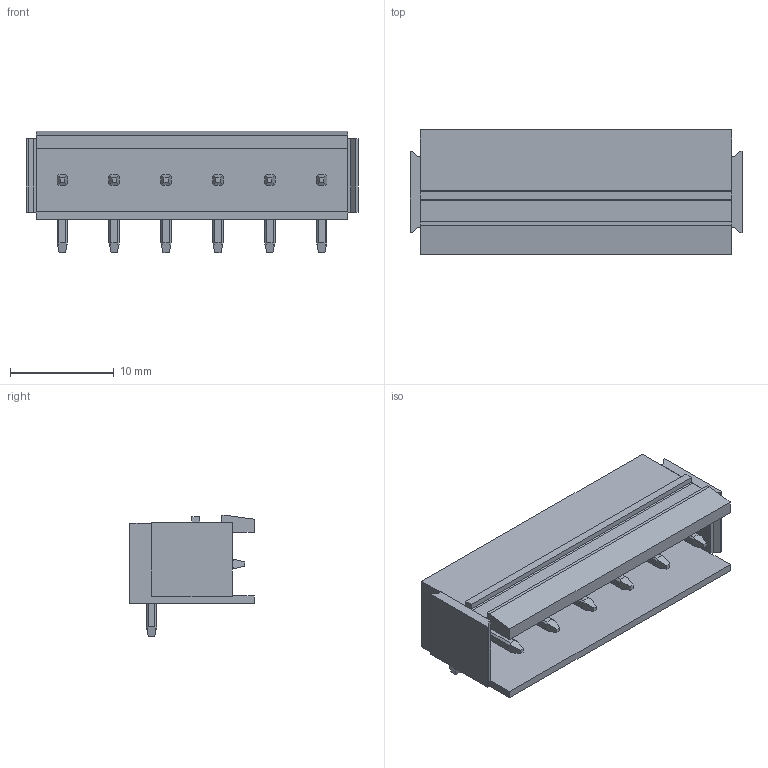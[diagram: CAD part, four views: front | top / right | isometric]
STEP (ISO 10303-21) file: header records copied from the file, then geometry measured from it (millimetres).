
FILE_DESCRIPTION(('CATIA V5 STEP Exchange','CAx-IF Rec.Pracs.--- Model Styling and Organization---1.4--- 2014-01-23'),'2;1');
FILE_NAME ('D1487413_0_1965660000_1965660000.stp','2021-05-17T07:59:47+00:00',('none'),('Weidmueller'),'CATIA Version 5-6 Release 2016 SP3 HF44','CATIA V5 STEP AP214','none');
FILE_SCHEMA(('AUTOMOTIVE_DESIGN { 1 0 10303 214 1 1 1 1 }'));
Length unit declared in the file: millimetre
Products named in the file (1): 1965660000
Bounding box: 32 x 12 x 11.7 mm (x, y, z)
Volume: 1445.9 mm3; surface area: 2519.1 mm2
Topology: 7 solids, 7 shells, 275 faces, 723 edges, 462 vertices
Faces by surface type: plane 177, cylinder 98
Entity records: 8451 total; most frequent: CARTESIAN_POINT 1892, ORIENTED_EDGE 1446, DIRECTION 1007, EDGE_CURVE 723, VECTOR 523, LINE 523, VERTEX_POINT 462, EDGE_LOOP 287
